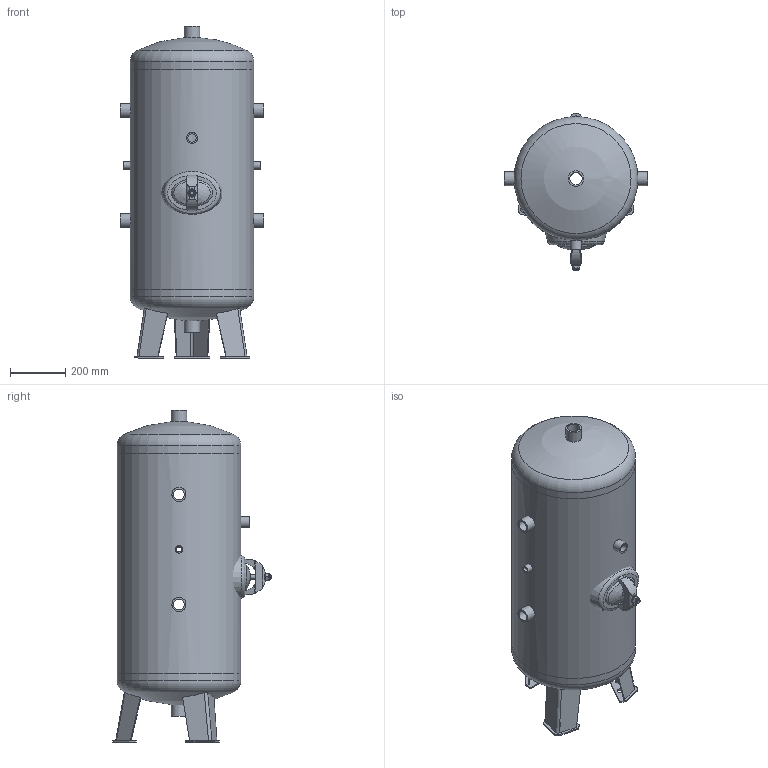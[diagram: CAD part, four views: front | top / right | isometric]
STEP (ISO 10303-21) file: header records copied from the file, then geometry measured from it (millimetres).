
FILE_DESCRIPTION(/* description */ (''),/* implementation_level */ '2;1');
FILE_NAME(/* name */ 'MB 030603-1.150.stp',/* time_stamp */ '2024-02-05T11:57:15+01:00',/* author */ ('m.ebener'),/* organization */ (''),/* preprocessor_version */ 'ST-DEVELOPER v16.1',/* originating_system */ 'Autodesk Inventor 2016',/* authorisation */ '');
FILE_SCHEMA (('AUTOMOTIVE_DESIGN { 1 0 10303 214 3 1 1 }'));
Length unit declared in the file: millimetre
Products named in the file (18): Boden unten; Fußplatte; Fuß; Behälterfuß; Standardmuffe - G 1 1_2; Mantel; Handloch_100x150x8,5; Dichtung; Deckel; Bügel; DIN 125 - A 17; DIN 934 - M16 x 2; Handloch; Standardmuffe - G 1; Standardmuffe - G 1_2; Standardmuffe - G 1 1_4; Boden oben; MB 030603-1.150
Assembly tree (24 placements, depth 3):
  MB 030603-1.150
    Boden unten
    Behälterfuß  x3
      Fußplatte
      Fuß
    Standardmuffe - G 1 1_2  x2
    Mantel
    Handloch
      Handloch_100x150x8,5
      Dichtung
      Deckel
      Bügel
      DIN 125 - A 17
      DIN 934 - M16 x 2
    Standardmuffe - G 1
    Standardmuffe - G 1_2  x2
    Standardmuffe - G 1 1_4  x4
    Boden oben
Bounding box: 523.04 x 574.9 x 1207.09 mm (x, y, z)
Volume: 9088893.7 mm3; surface area: 3694590.4 mm2
Topology: 24 solids, 24 shells, 220 faces, 543 edges, 365 vertices
Faces by surface type: plane 104, cylinder 79, bspline 21, sphere 7, cone 5, torus 4
Full cylindrical faces by diameter (mm): 8 x3, 13.835 x1, 16 x1, 17 x2, 18.631 x2, 22 x3, 26.9 x4, 30 x1, 30.291 x1, 38.952 x4, 40 x2, 44.845 x2, 51 x8, 57 x4, 440 x3, 450 x3
Entity records: 20713 total; most frequent: CARTESIAN_POINT 16966, DIRECTION 693, ORIENTED_EDGE 634, EDGE_CURVE 317, AXIS2_PLACEMENT_3D 291, EDGE_LOOP 240, VERTEX_POINT 239, FACE_OUTER_BOUND 152
